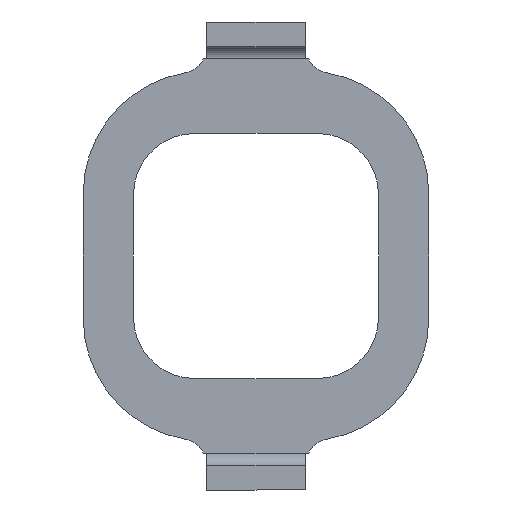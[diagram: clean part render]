
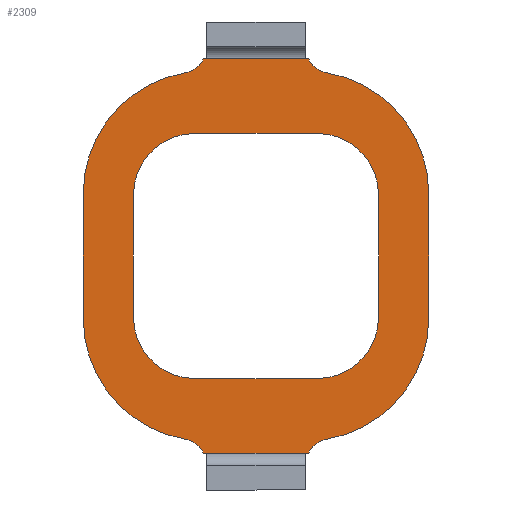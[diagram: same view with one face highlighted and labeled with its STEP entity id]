
A CAD part, front view. The second image highlights one B-rep face of the part: STEP entity #2309.
In plain terms, the highlighted face is planar.
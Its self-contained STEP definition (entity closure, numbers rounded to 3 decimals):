
#1199=CIRCLE('',#2204,10.);
#1200=CIRCLE('',#2205,2.);
#1201=CIRCLE('',#2206,2.);
#1202=CIRCLE('',#2207,10.);
#1203=CIRCLE('',#2208,10.);
#1204=CIRCLE('',#2209,2.);
#1205=CIRCLE('',#2210,2.);
#1206=CIRCLE('',#2211,10.);
#1207=CIRCLE('',#2212,5.);
#1208=CIRCLE('',#2213,5.);
#1209=CIRCLE('',#2214,5.);
#1210=CIRCLE('',#2215,5.);
#1335=ORIENTED_EDGE('',*,*,#1741,.T.);
#1336=ORIENTED_EDGE('',*,*,#1742,.T.);
#1337=ORIENTED_EDGE('',*,*,#1743,.F.);
#1338=ORIENTED_EDGE('',*,*,#1744,.T.);
#1339=ORIENTED_EDGE('',*,*,#1745,.T.);
#1340=ORIENTED_EDGE('',*,*,#1746,.T.);
#1341=ORIENTED_EDGE('',*,*,#1747,.T.);
#1342=ORIENTED_EDGE('',*,*,#1748,.T.);
#1343=ORIENTED_EDGE('',*,*,#1749,.F.);
#1344=ORIENTED_EDGE('',*,*,#1750,.T.);
#1345=ORIENTED_EDGE('',*,*,#1751,.T.);
#1346=ORIENTED_EDGE('',*,*,#1752,.T.);
#1347=ORIENTED_EDGE('',*,*,#1753,.T.);
#1348=ORIENTED_EDGE('',*,*,#1754,.T.);
#1349=ORIENTED_EDGE('',*,*,#1755,.T.);
#1350=ORIENTED_EDGE('',*,*,#1756,.T.);
#1351=ORIENTED_EDGE('',*,*,#1757,.T.);
#1352=ORIENTED_EDGE('',*,*,#1758,.T.);
#1353=ORIENTED_EDGE('',*,*,#1759,.T.);
#1354=ORIENTED_EDGE('',*,*,#1760,.T.);
#1355=ORIENTED_EDGE('',*,*,#1761,.T.);
#1501=VECTOR('',#2028,1.);
#1502=VECTOR('',#2033,1.);
#1503=VECTOR('',#2038,1.);
#1504=VECTOR('',#2043,1.);
#1505=VECTOR('',#2044,1.);
#1506=VECTOR('',#2047,1.);
#1507=VECTOR('',#2050,1.);
#1508=VECTOR('',#2053,1.);
#1509=VECTOR('',#2056,1.);
#1580=LINE('',#2461,#1501);
#1581=LINE('',#2467,#1502);
#1582=LINE('',#2473,#1503);
#1583=LINE('',#2478,#1504);
#1584=LINE('',#2481,#1505);
#1585=LINE('',#2485,#1506);
#1586=LINE('',#2489,#1507);
#1587=LINE('',#2493,#1508);
#1588=LINE('',#2496,#1509);
#1651=VERTEX_POINT('',#2455);
#1652=VERTEX_POINT('',#2456);
#1653=VERTEX_POINT('',#2458);
#1654=VERTEX_POINT('',#2460);
#1655=VERTEX_POINT('',#2462);
#1656=VERTEX_POINT('',#2464);
#1657=VERTEX_POINT('',#2466);
#1658=VERTEX_POINT('',#2468);
#1659=VERTEX_POINT('',#2470);
#1660=VERTEX_POINT('',#2472);
#1661=VERTEX_POINT('',#2474);
#1662=VERTEX_POINT('',#2476);
#1663=VERTEX_POINT('',#2479);
#1664=VERTEX_POINT('',#2480);
#1665=VERTEX_POINT('',#2482);
#1666=VERTEX_POINT('',#2484);
#1667=VERTEX_POINT('',#2486);
#1668=VERTEX_POINT('',#2488);
#1669=VERTEX_POINT('',#2490);
#1670=VERTEX_POINT('',#2492);
#1671=VERTEX_POINT('',#2494);
#1741=EDGE_CURVE('',#1651,#1652,#1199,.T.);
#1742=EDGE_CURVE('',#1652,#1653,#1200,.T.);
#1743=EDGE_CURVE('',#1654,#1653,#1580,.T.);
#1744=EDGE_CURVE('',#1654,#1655,#1201,.T.);
#1745=EDGE_CURVE('',#1655,#1656,#1202,.T.);
#1746=EDGE_CURVE('',#1656,#1657,#1581,.T.);
#1747=EDGE_CURVE('',#1657,#1658,#1203,.T.);
#1748=EDGE_CURVE('',#1658,#1659,#1204,.T.);
#1749=EDGE_CURVE('',#1660,#1659,#1582,.T.);
#1750=EDGE_CURVE('',#1660,#1661,#1205,.T.);
#1751=EDGE_CURVE('',#1661,#1662,#1206,.T.);
#1752=EDGE_CURVE('',#1662,#1651,#1583,.T.);
#1753=EDGE_CURVE('',#1663,#1664,#1584,.T.);
#1754=EDGE_CURVE('',#1664,#1665,#1207,.T.);
#1755=EDGE_CURVE('',#1665,#1666,#1585,.T.);
#1756=EDGE_CURVE('',#1666,#1667,#1208,.T.);
#1757=EDGE_CURVE('',#1667,#1668,#1586,.T.);
#1758=EDGE_CURVE('',#1668,#1669,#1209,.T.);
#1759=EDGE_CURVE('',#1669,#1670,#1587,.T.);
#1760=EDGE_CURVE('',#1670,#1671,#1210,.T.);
#1761=EDGE_CURVE('',#1671,#1663,#1588,.T.);
#1828=EDGE_LOOP('',(#1335,#1336,#1337,#1338,#1339,#1340,#1341,#1342,#1343,
#1344,#1345,#1346));
#1829=EDGE_LOOP('',(#1347,#1348,#1349,#1350,#1351,#1352,#1353,#1354,#1355));
#1877=FACE_BOUND('',#1828,.T.);
#1878=FACE_BOUND('',#1829,.T.);
#2022=DIRECTION('',(0.,0.,-1.));
#2023=DIRECTION('',(0.,1.,0.));
#2024=DIRECTION('',(0.,0.,-1.));
#2025=DIRECTION('',(0.,-10.,0.));
#2026=DIRECTION('',(0.,0.,1.));
#2027=DIRECTION('',(1.972,0.333,0.));
#2028=DIRECTION('',(0.,-8.563,0.));
#2029=DIRECTION('',(0.,0.,1.));
#2030=DIRECTION('',(0.832,-1.819,0.));
#2031=DIRECTION('',(0.,0.,-1.));
#2032=DIRECTION('',(-9.86,1.667,0.));
#2033=DIRECTION('',(10.2,0.,0.));
#2034=DIRECTION('',(0.,0.,-1.));
#2035=DIRECTION('',(0.,10.,0.));
#2036=DIRECTION('',(0.,0.,1.));
#2037=DIRECTION('',(-1.972,-0.333,0.));
#2038=DIRECTION('',(0.,8.563,0.));
#2039=DIRECTION('',(0.,0.,1.));
#2040=DIRECTION('',(0.,2.,0.));
#2041=DIRECTION('',(0.,0.,-1.));
#2042=DIRECTION('',(9.86,-1.667,0.));
#2043=DIRECTION('',(-10.2,0.,0.));
#2044=DIRECTION('',(0.,5.,0.));
#2045=DIRECTION('',(0.,0.,1.));
#2046=DIRECTION('',(5.,0.,0.));
#2047=DIRECTION('',(-10.,0.,0.));
#2048=DIRECTION('',(0.,0.,1.));
#2049=DIRECTION('',(0.,5.,0.));
#2050=DIRECTION('',(0.,-10.,0.));
#2051=DIRECTION('',(0.,0.,1.));
#2052=DIRECTION('',(-5.,0.,0.));
#2053=DIRECTION('',(10.,0.,0.));
#2054=DIRECTION('',(0.,0.,1.));
#2055=DIRECTION('',(0.,-5.,0.));
#2056=DIRECTION('',(0.,5.,0.));
#2203=AXIS2_PLACEMENT_3D('',#2454,#2022,#2023);
#2204=AXIS2_PLACEMENT_3D('',#2457,#2024,#2025);
#2205=AXIS2_PLACEMENT_3D('',#2459,#2026,#2027);
#2206=AXIS2_PLACEMENT_3D('',#2463,#2029,#2030);
#2207=AXIS2_PLACEMENT_3D('',#2465,#2031,#2032);
#2208=AXIS2_PLACEMENT_3D('',#2469,#2034,#2035);
#2209=AXIS2_PLACEMENT_3D('',#2471,#2036,#2037);
#2210=AXIS2_PLACEMENT_3D('',#2475,#2039,#2040);
#2211=AXIS2_PLACEMENT_3D('',#2477,#2041,#2042);
#2212=AXIS2_PLACEMENT_3D('',#2483,#2045,#2046);
#2213=AXIS2_PLACEMENT_3D('',#2487,#2048,#2049);
#2214=AXIS2_PLACEMENT_3D('',#2491,#2051,#2052);
#2215=AXIS2_PLACEMENT_3D('',#2495,#2054,#2055);
#2274=PLANE('',#2203);
#2309=ADVANCED_FACE('',(#1877,#1878),#2274,.T.);
#2454=CARTESIAN_POINT('',(-16.525,-276.688,0.));
#2455=CARTESIAN_POINT('',(-16.525,-276.688,0.));
#2456=CARTESIAN_POINT('',(-26.385,-268.355,0.));
#2457=CARTESIAN_POINT('',(-16.525,-266.688,0.));
#2458=CARTESIAN_POINT('',(-27.525,-266.87,0.));
#2459=CARTESIAN_POINT('',(-28.357,-268.688,0.));
#2460=CARTESIAN_POINT('',(-27.525,-258.307,0.));
#2461=CARTESIAN_POINT('',(-27.525,-258.307,0.));
#2462=CARTESIAN_POINT('',(-26.385,-256.822,0.));
#2463=CARTESIAN_POINT('',(-28.357,-256.488,0.));
#2464=CARTESIAN_POINT('',(-16.525,-248.488,0.));
#2465=CARTESIAN_POINT('',(-16.525,-258.488,0.));
#2466=CARTESIAN_POINT('',(-6.325,-248.488,0.));
#2467=CARTESIAN_POINT('',(-16.525,-248.488,0.));
#2468=CARTESIAN_POINT('',(3.536,-256.822,0.));
#2469=CARTESIAN_POINT('',(-6.325,-258.488,0.));
#2470=CARTESIAN_POINT('',(4.675,-258.307,0.));
#2471=CARTESIAN_POINT('',(5.508,-256.488,0.));
#2472=CARTESIAN_POINT('',(4.675,-266.87,0.));
#2473=CARTESIAN_POINT('',(4.675,-266.87,0.));
#2474=CARTESIAN_POINT('',(3.536,-268.355,0.));
#2475=CARTESIAN_POINT('',(5.508,-268.688,0.));
#2476=CARTESIAN_POINT('',(-6.325,-276.688,0.));
#2477=CARTESIAN_POINT('',(-6.325,-266.688,0.));
#2478=CARTESIAN_POINT('',(-6.325,-276.688,0.));
#2479=CARTESIAN_POINT('',(-1.425,-262.588,0.));
#2480=CARTESIAN_POINT('',(-1.425,-257.588,0.));
#2481=CARTESIAN_POINT('',(-1.425,-262.588,0.));
#2482=CARTESIAN_POINT('',(-6.425,-252.588,0.));
#2483=CARTESIAN_POINT('',(-6.425,-257.588,0.));
#2484=CARTESIAN_POINT('',(-16.425,-252.588,0.));
#2485=CARTESIAN_POINT('',(-6.425,-252.588,0.));
#2486=CARTESIAN_POINT('',(-21.425,-257.588,0.));
#2487=CARTESIAN_POINT('',(-16.425,-257.588,0.));
#2488=CARTESIAN_POINT('',(-21.425,-267.588,0.));
#2489=CARTESIAN_POINT('',(-21.425,-257.588,0.));
#2490=CARTESIAN_POINT('',(-16.425,-272.588,0.));
#2491=CARTESIAN_POINT('',(-16.425,-267.588,0.));
#2492=CARTESIAN_POINT('',(-6.425,-272.588,0.));
#2493=CARTESIAN_POINT('',(-16.425,-272.588,0.));
#2494=CARTESIAN_POINT('',(-1.425,-267.588,0.));
#2495=CARTESIAN_POINT('',(-6.425,-267.588,0.));
#2496=CARTESIAN_POINT('',(-1.425,-267.588,0.));
